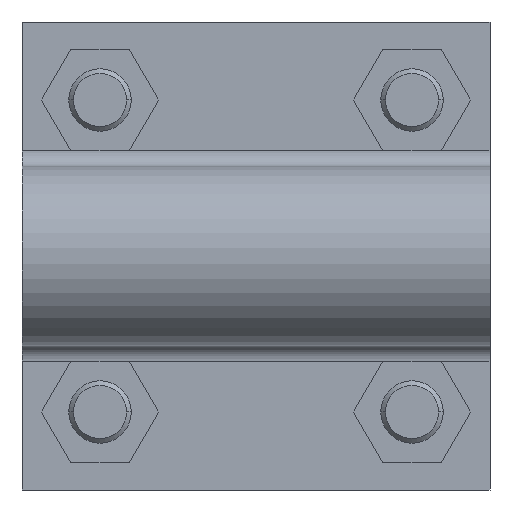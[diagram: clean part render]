
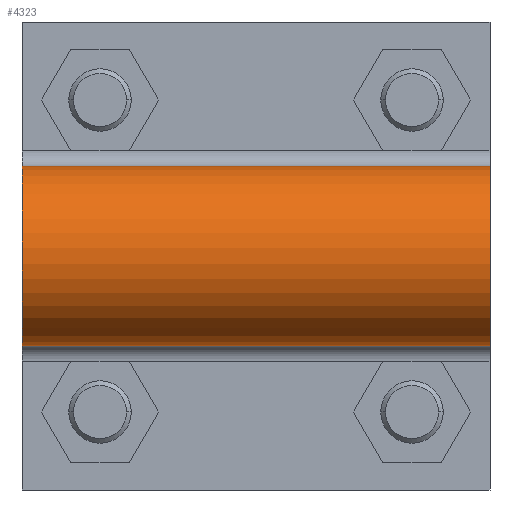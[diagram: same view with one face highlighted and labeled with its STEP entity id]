
A CAD part, front view. The second image highlights one B-rep face of the part: STEP entity #4323.
In plain terms, the highlighted cylindrical face has radius 11.5 mm (diameter 23 mm), a partial arc.
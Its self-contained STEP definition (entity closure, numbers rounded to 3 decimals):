
#121 = EDGE_CURVE ( 'NONE', #2089, #2979, #7709, .T. ) ;
#328 = DIRECTION ( 'NONE',  ( 1., 0., 0. ) ) ;
#473 = CARTESIAN_POINT ( 'NONE',  ( 7.468, -9.316, 18.508 ) ) ;
#705 = CIRCLE ( 'NONE', #980, 11.5 ) ;
#980 = AXIS2_PLACEMENT_3D ( 'NONE', #4872, #2346, #4958 ) ;
#1124 = VERTEX_POINT ( 'NONE', #4524 ) ;
#1709 = CARTESIAN_POINT ( 'NONE',  ( 7.468, -9.742, 30. ) ) ;
#1741 = DIRECTION ( 'NONE',  ( 0., 0., 1. ) ) ;
#1757 = CIRCLE ( 'NONE', #5468, 11.5 ) ;
#1863 = DIRECTION ( 'NONE',  ( 1., 0., 0. ) ) ;
#2089 = VERTEX_POINT ( 'NONE', #2489 ) ;
#2258 = ORIENTED_EDGE ( 'NONE', *, *, #3503, .F. ) ;
#2346 = DIRECTION ( 'NONE',  ( 1., 0., 0. ) ) ;
#2489 = CARTESIAN_POINT ( 'NONE',  ( 13.468, -9.316, 18.508 ) ) ;
#2962 = ORIENTED_EDGE ( 'NONE', *, *, #121, .T. ) ;
#2979 = VERTEX_POINT ( 'NONE', #7624 ) ;
#3364 = EDGE_LOOP ( 'NONE', ( #4711, #2962, #2258, #4620 ) ) ;
#3503 = EDGE_CURVE ( 'NONE', #1124, #2979, #705, .T. ) ;
#3618 = AXIS2_PLACEMENT_3D ( 'NONE', #1709, #328, #4345 ) ;
#3929 = DIRECTION ( 'NONE',  ( 1., 0., 0. ) ) ;
#4050 = CARTESIAN_POINT ( 'NONE',  ( 13.468, -9.316, 41.492 ) ) ;
#4231 = DIRECTION ( 'NONE',  ( 1., 0., 0. ) ) ;
#4323 = ADVANCED_FACE ( 'NONE', ( #4972 ), #7019, .T. ) ;
#4345 = DIRECTION ( 'NONE',  ( 0., 0., 1. ) ) ;
#4524 = CARTESIAN_POINT ( 'NONE',  ( 73.468, -9.316, 41.492 ) ) ;
#4620 = ORIENTED_EDGE ( 'NONE', *, *, #5244, .F. ) ;
#4711 = ORIENTED_EDGE ( 'NONE', *, *, #6797, .T. ) ;
#4767 = LINE ( 'NONE', #7416, #7089 ) ;
#4872 = CARTESIAN_POINT ( 'NONE',  ( 73.468, -9.742, 30. ) ) ;
#4958 = DIRECTION ( 'NONE',  ( 0., 0., 1. ) ) ;
#4972 = FACE_OUTER_BOUND ( 'NONE', #3364, .T. ) ;
#5244 = EDGE_CURVE ( 'NONE', #5732, #1124, #4767, .T. ) ;
#5468 = AXIS2_PLACEMENT_3D ( 'NONE', #6400, #1863, #1741 ) ;
#5732 = VERTEX_POINT ( 'NONE', #4050 ) ;
#5765 = VECTOR ( 'NONE', #3929, 1000. ) ;
#6400 = CARTESIAN_POINT ( 'NONE',  ( 13.468, -9.742, 30. ) ) ;
#6797 = EDGE_CURVE ( 'NONE', #5732, #2089, #1757, .T. ) ;
#7019 = CYLINDRICAL_SURFACE ( 'NONE', #3618, 11.5 ) ;
#7089 = VECTOR ( 'NONE', #4231, 1000. ) ;
#7416 = CARTESIAN_POINT ( 'NONE',  ( 7.468, -9.316, 41.492 ) ) ;
#7624 = CARTESIAN_POINT ( 'NONE',  ( 73.468, -9.316, 18.508 ) ) ;
#7709 = LINE ( 'NONE', #473, #5765 ) ;
